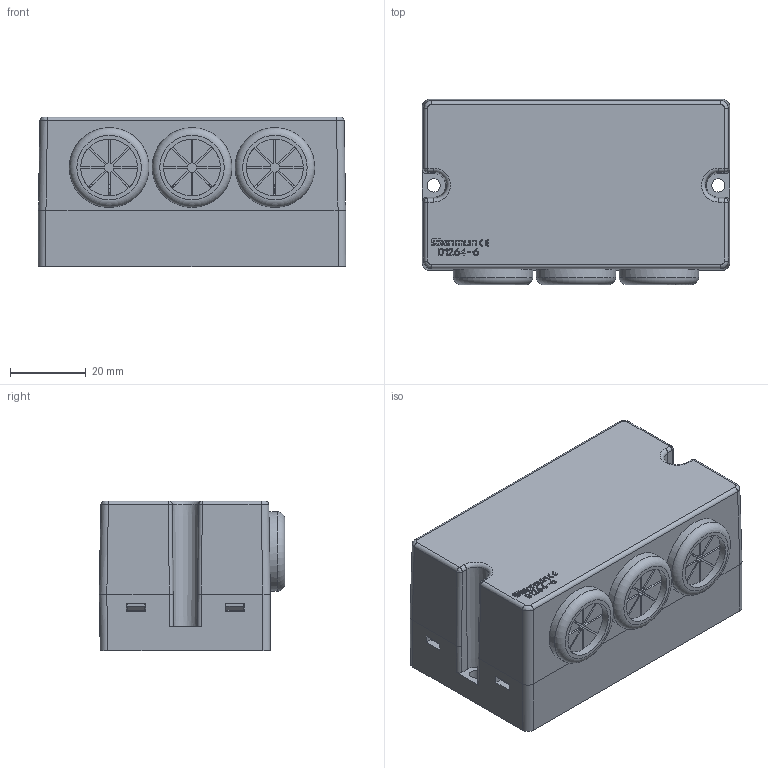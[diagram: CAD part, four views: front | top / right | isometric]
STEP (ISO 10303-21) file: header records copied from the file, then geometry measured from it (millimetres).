
FILE_DESCRIPTION(/* description */ (''),/* implementation_level */ '2;1');
FILE_NAME(/* name */ 'D1264-6 3D.stp',/* time_stamp */ '2024-08-15T09:30:52+08:00',/* author */ (''),/* organization */ (''),/* preprocessor_version */ 'ST-DEVELOPER v14',/* originating_system */ 'SIEMENS PLM Software NX 8.0',/* authorisation */ '');
FILE_SCHEMA (('AUTOMOTIVE_DESIGN { 1 0 10303 214 3 1 1 1 }'));
Length unit declared in the file: millimetre
Products named in the file (1): D1264-6 3D_stp
Bounding box: 81 x 48.9 x 39.5 mm (x, y, z)
Volume: 69008.2 mm3; surface area: 40461.5 mm2
Topology: 1 solids, 7 shells, 1571 faces, 4437 edges, 2925 vertices
Faces by surface type: plane 1222, cylinder 310, extrusion 17, bspline 8, torus 8, cone 6
Full cylindrical faces by diameter (mm): 1.497 x9, 3.5 x2, 15 x3, 21 x6
Entity records: 51890 total; most frequent: CARTESIAN_POINT 9689, ORIENTED_EDGE 8788, DIRECTION 8200, EDGE_CURVE 4394, VECTOR 3652, LINE 3635, VERTEX_POINT 2916, AXIS2_PLACEMENT_3D 2274
